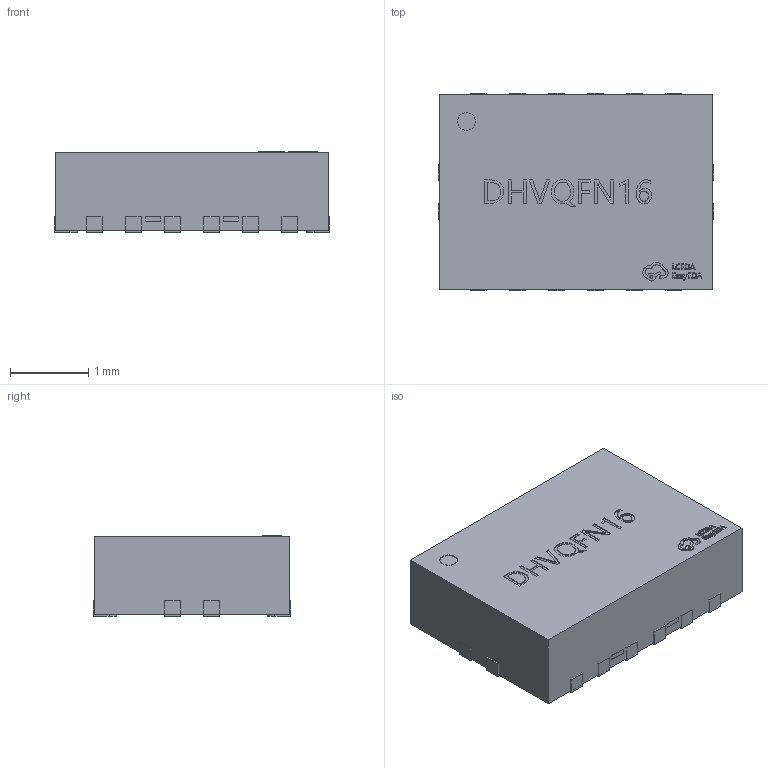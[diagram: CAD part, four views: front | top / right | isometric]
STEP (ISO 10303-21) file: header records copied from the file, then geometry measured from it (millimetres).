
FILE_DESCRIPTION (( 'STEP AP214' ), '1' );
FILE_NAME ('DHVQFN-16_L3.5-W2.5-H1.0-P0.50.step', '2022-07-15T02:25:31', ( '' ), ( '' ), 'SwSTEP 2.0', 'SolidWorks 2020', '' );
FILE_SCHEMA (( 'AUTOMOTIVE_DESIGN' ));
Length unit declared in the file: millimetre
Products named in the file (1): DHVQFN-16_L3.5-W2.5-H1.0-P0.50
Bounding box: 3.52 x 2.52 x 1.03 mm (x, y, z)
Volume: 8.9 mm3; surface area: 34.5 mm2
Topology: 17 solids, 17 shells, 501 faces, 1281 edges, 854 vertices
Faces by surface type: plane 337, bspline 146, cylinder 18
Entity records: 23556 total; most frequent: CARTESIAN_POINT 6663, ORIENTED_EDGE 2562, DIRECTION 1733, EDGE_CURVE 1281, VECTOR 949, LINE 949, VERTEX_POINT 854, EDGE_LOOP 541
